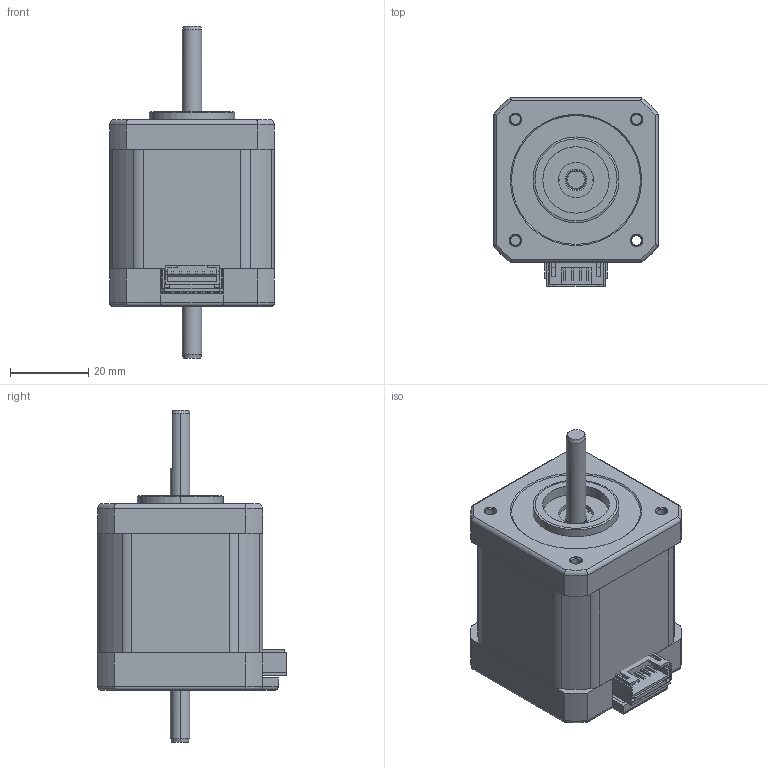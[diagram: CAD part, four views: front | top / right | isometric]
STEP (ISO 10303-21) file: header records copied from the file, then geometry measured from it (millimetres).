
FILE_DESCRIPTION((''),'2;1');
FILE_NAME('4611110027533_ASM','2024-04-17T10:27:59',('ms26442'),(''),'CREO PARAMETRIC BY PTC INC, 2018100','CREO PARAMETRIC BY PTC INC, 2018100','');
FILE_SCHEMA(('CONFIG_CONTROL_DESIGN'));
Products named in the file (28): 4613102100936; 3698153000301; 3698153000053; 4718405003462; 4613104004256_ASM; 4713101000492; 4613103008691_ASM; 4219121305417; 4613106100251_AF0; 4693220000331_AF0; 4613106100251_AF1; 4332101104173_AF0; 4613110000001_AF0; 4613106100251_AF2; 4693220000331_AF1; 4613106100251_AF3; 4613107110529_ASM; 4333201500016; 4333201500090; 4331101000001; 4613108006986_ASM; 4219121305415; 4294440200012_AF0; 4294404000189; 4613153002432_ASM; 3219720000388; 3219720005029; 4611110027533_ASM
Assembly tree (31 placements, depth 5):
  4611110027533_ASM
    4613153002432_ASM
      4613103008691_ASM
        4613104004256_ASM
          4613102100936
          3698153000301
          3698153000053
          4718405003462
        4713101000492
      4219121305417
      4613108006986_ASM
        4613107110529_ASM
          4613106100251_AF0
          4693220000331_AF0
          4613106100251_AF1
          4332101104173_AF0
          4613110000001_AF0
          4613106100251_AF2
          4693220000331_AF1
          4613106100251_AF3
        4333201500016
        4333201500090
        4331101000001  x2
      4219121305415
      4294440200012_AF0
      4294404000189  x4
    3219720000388
    3219720005029
Bounding box: 42.2 x 48.35 x 85 mm (x, y, z)
Volume: 60235.6 mm3; surface area: 67112.6 mm2
Topology: 29 solids, 43 shells, 4961 faces, 13887 edges, 9180 vertices
Faces by surface type: plane 2489, cylinder 2310, cone 69, torus 56, extrusion 24, sphere 8, bspline 5
Entity records: 159023 total; most frequent: CARTESIAN_POINT 29035, DIRECTION 28043, ORIENTED_EDGE 27118, EDGE_CURVE 13577, AXIS2_PLACEMENT_3D 9813, VERTEX_POINT 8976, VECTOR 8417, LINE 8393
